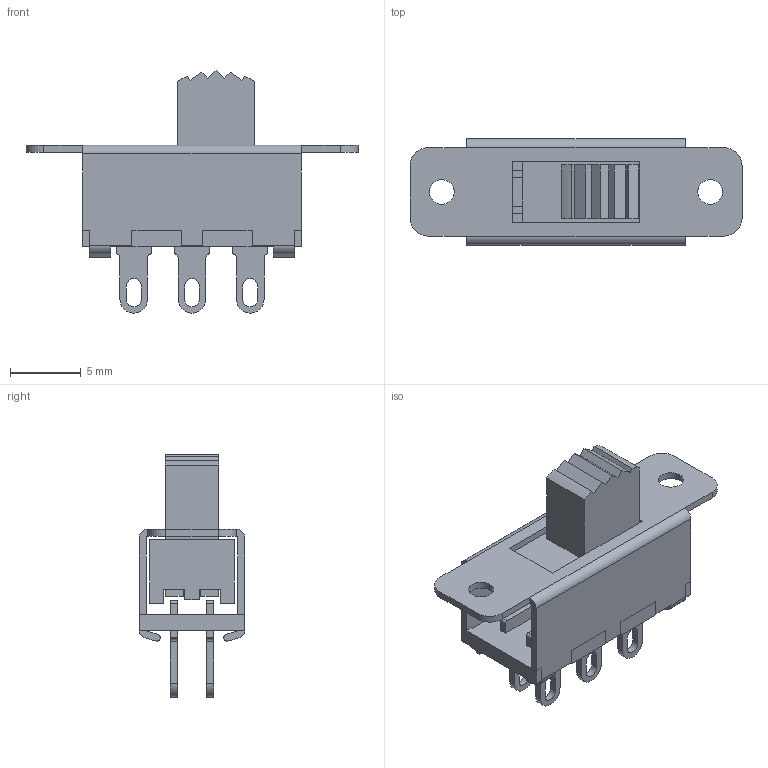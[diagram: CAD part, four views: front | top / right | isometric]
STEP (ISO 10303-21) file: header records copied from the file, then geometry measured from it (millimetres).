
FILE_DESCRIPTION(('CATIA V5 STEP Exchange'),'2;1');
FILE_NAME('Slide Switch.stp','2014-10-30T14:21:21+00:00',('none'),('none'),'CATIA Version 5 Release 18 GA (IN-10)','CATIA V5 STEP AP203','none');
FILE_SCHEMA(('CONFIG_CONTROL_DESIGN'));
Length unit declared in the file: millimetre
Products named in the file (1): Slide Switch
Assembly tree (9 placements, depth 2):
  Slide Switch
    #56
    #1689  x6
    #2390
    #4747
Bounding box: 23.5 x 7.5 x 17.15 mm (x, y, z)
Volume: 698 mm3; surface area: 1679.4 mm2
Topology: 9 solids, 9 shells, 294 faces, 803 edges, 530 vertices
Faces by surface type: plane 218, cylinder 76
Entity records: 5857 total; most frequent: ORIENTED_EDGE 1066, CARTESIAN_POINT 1024, DIRECTION 803, EDGE_CURVE 533, VECTOR 447, LINE 447, VERTEX_POINT 350, AXIS2_PLACEMENT_3D 219
